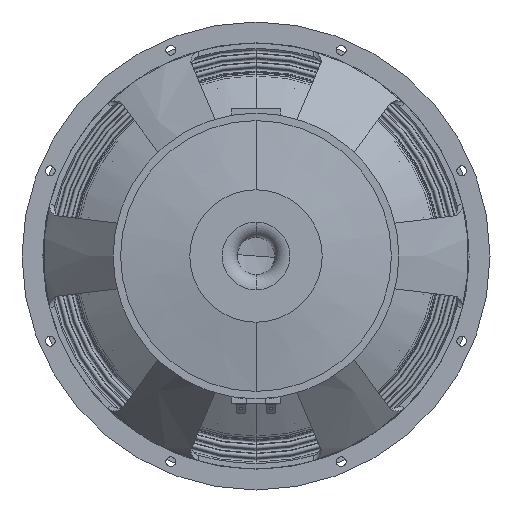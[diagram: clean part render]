
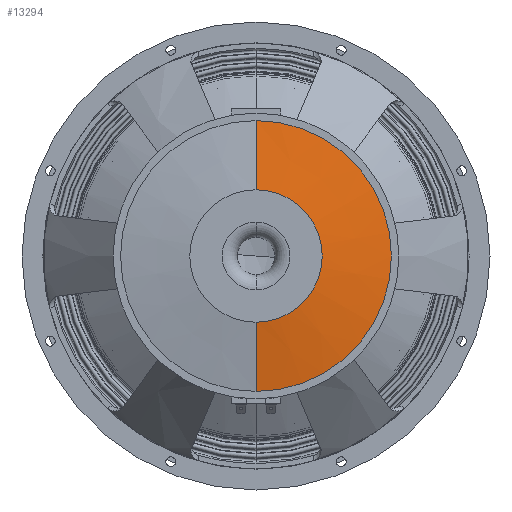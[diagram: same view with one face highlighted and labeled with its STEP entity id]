
A CAD part, front view. The second image highlights one B-rep face of the part: STEP entity #13294.
In plain terms, the highlighted conical face has half-angle 81.347 degrees and reference radius 44 mm.
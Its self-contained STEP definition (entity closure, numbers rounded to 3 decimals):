
#262 = CARTESIAN_POINT ( 'NONE',  ( 0., -29.232, 44. ) ) ;
#793 = AXIS2_PLACEMENT_3D ( 'NONE', #13569, #10541, #17507 ) ;
#920 = CARTESIAN_POINT ( 'NONE',  ( 0., -29.232, -44. ) ) ;
#1161 = DIRECTION ( 'NONE',  ( 0., 0., -1. ) ) ;
#1211 = LINE ( 'NONE', #13226, #3299 ) ;
#1618 = EDGE_CURVE ( 'NONE', #11402, #15634, #10283, .T. ) ;
#1835 = ORIENTED_EDGE ( 'NONE', *, *, #1618, .T. ) ;
#2156 = LINE ( 'NONE', #920, #7582 ) ;
#2704 = EDGE_CURVE ( 'NONE', #8090, #15634, #1211, .T. ) ;
#3299 = VECTOR ( 'NONE', #8540, 1000. ) ;
#3754 = DIRECTION ( 'NONE',  ( 0., 0.15, -0.989 ) ) ;
#3945 = ORIENTED_EDGE ( 'NONE', *, *, #10730, .T. ) ;
#4113 = ORIENTED_EDGE ( 'NONE', *, *, #2704, .F. ) ;
#5213 = DIRECTION ( 'NONE',  ( 0., -1., 0. ) ) ;
#5781 = DIRECTION ( 'NONE',  ( 0., -1., 0. ) ) ;
#5950 = CARTESIAN_POINT ( 'NONE',  ( 0., -22.232, 90. ) ) ;
#6502 = CONICAL_SURFACE ( 'NONE', #793, 44., 1.42 ) ;
#7089 = CIRCLE ( 'NONE', #12808, 44. ) ;
#7582 = VECTOR ( 'NONE', #3754, 1000. ) ;
#8090 = VERTEX_POINT ( 'NONE', #262 ) ;
#8540 = DIRECTION ( 'NONE',  ( 0., 0.15, 0.989 ) ) ;
#8968 = EDGE_CURVE ( 'NONE', #17089, #8090, #7089, .T. ) ;
#9788 = CARTESIAN_POINT ( 'NONE',  ( 0., -29.232, -44. ) ) ;
#10283 = CIRCLE ( 'NONE', #18129, 90. ) ;
#10541 = DIRECTION ( 'NONE',  ( 0., 1., 0. ) ) ;
#10730 = EDGE_CURVE ( 'NONE', #17089, #11402, #2156, .T. ) ;
#11402 = VERTEX_POINT ( 'NONE', #14185 ) ;
#11441 = DIRECTION ( 'NONE',  ( 0., 0., -1. ) ) ;
#12056 = FACE_OUTER_BOUND ( 'NONE', #13308, .T. ) ;
#12808 = AXIS2_PLACEMENT_3D ( 'NONE', #18109, #5213, #1161 ) ;
#13190 = ORIENTED_EDGE ( 'NONE', *, *, #8968, .F. ) ;
#13226 = CARTESIAN_POINT ( 'NONE',  ( 0., -29.232, 44. ) ) ;
#13294 = ADVANCED_FACE ( 'NONE', ( #12056 ), #6502, .T. ) ;
#13308 = EDGE_LOOP ( 'NONE', ( #13190, #3945, #1835, #4113 ) ) ;
#13569 = CARTESIAN_POINT ( 'NONE',  ( 0., -29.232, 0. ) ) ;
#14185 = CARTESIAN_POINT ( 'NONE',  ( 0., -22.232, -90. ) ) ;
#14448 = CARTESIAN_POINT ( 'NONE',  ( 0., -22.232, 0. ) ) ;
#15634 = VERTEX_POINT ( 'NONE', #5950 ) ;
#17089 = VERTEX_POINT ( 'NONE', #9788 ) ;
#17507 = DIRECTION ( 'NONE',  ( 0., 0., 1. ) ) ;
#18109 = CARTESIAN_POINT ( 'NONE',  ( 0., -29.232, 0. ) ) ;
#18129 = AXIS2_PLACEMENT_3D ( 'NONE', #14448, #5781, #11441 ) ;
